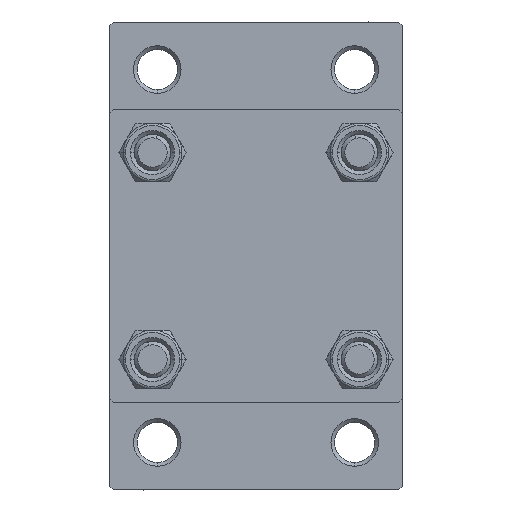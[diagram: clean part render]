
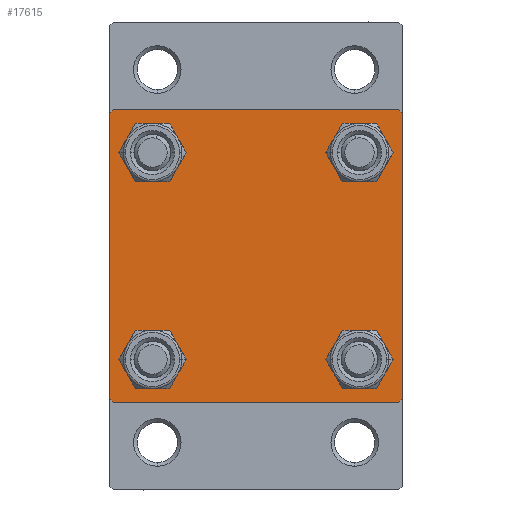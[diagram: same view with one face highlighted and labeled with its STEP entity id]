
A CAD part, left-side view. The second image highlights one B-rep face of the part: STEP entity #17615.
In plain terms, the highlighted planar face has unit normal (-1, 0, 0).
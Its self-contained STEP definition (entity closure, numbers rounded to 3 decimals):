
#125 = CARTESIAN_POINT ( 'NONE',  ( 0., -14.15, -11.15 ) ) ;
#143 = VERTEX_POINT ( 'NONE', #5113 ) ;
#272 = VERTEX_POINT ( 'NONE', #21036 ) ;
#620 = ORIENTED_EDGE ( 'NONE', *, *, #4607, .T. ) ;
#948 = VECTOR ( 'NONE', #38240, 1000. ) ;
#1128 = VERTEX_POINT ( 'NONE', #29659 ) ;
#1163 = DIRECTION ( 'NONE',  ( -1., 0., 0. ) ) ;
#1402 = EDGE_LOOP ( 'NONE', ( #29436, #15646 ) ) ;
#1638 = DIRECTION ( 'NONE',  ( 0., 0., 1. ) ) ;
#1868 = FACE_BOUND ( 'NONE', #1402, .T. ) ;
#2270 = VERTEX_POINT ( 'NONE', #13667 ) ;
#2273 = VERTEX_POINT ( 'NONE', #32013 ) ;
#2643 = EDGE_LOOP ( 'NONE', ( #31442, #24111 ) ) ;
#2796 = CARTESIAN_POINT ( 'NONE',  ( 0., 20., 20. ) ) ;
#2974 = AXIS2_PLACEMENT_3D ( 'NONE', #43654, #3410, #17938 ) ;
#3271 = VECTOR ( 'NONE', #28875, 1000. ) ;
#3410 = DIRECTION ( 'NONE',  ( 1., 0., 0. ) ) ;
#4471 = VECTOR ( 'NONE', #38745, 1000. ) ;
#4607 = EDGE_CURVE ( 'NONE', #15467, #33652, #42675, .T. ) ;
#4831 = DIRECTION ( 'NONE',  ( 0., 0., 1. ) ) ;
#5061 = DIRECTION ( 'NONE',  ( 1., 0., 0. ) ) ;
#5113 = CARTESIAN_POINT ( 'NONE',  ( 0., -19.5, 20. ) ) ;
#5115 = VERTEX_POINT ( 'NONE', #27526 ) ;
#5260 = CARTESIAN_POINT ( 'NONE',  ( 0., 14.15, -11.15 ) ) ;
#5323 = AXIS2_PLACEMENT_3D ( 'NONE', #40604, #11764, #29871 ) ;
#5351 = AXIS2_PLACEMENT_3D ( 'NONE', #36235, #15259, #21935 ) ;
#5462 = AXIS2_PLACEMENT_3D ( 'NONE', #18808, #26195, #22857 ) ;
#5721 = DIRECTION ( 'NONE',  ( 0., 0., 1. ) ) ;
#5773 = ORIENTED_EDGE ( 'NONE', *, *, #36967, .F. ) ;
#6138 = AXIS2_PLACEMENT_3D ( 'NONE', #37605, #1163, #1638 ) ;
#6801 = EDGE_CURVE ( 'NONE', #39056, #17042, #17318, .T. ) ;
#7528 = CIRCLE ( 'NONE', #40248, 3. ) ;
#7999 = CARTESIAN_POINT ( 'NONE',  ( 0., -19.5, -20. ) ) ;
#8634 = VERTEX_POINT ( 'NONE', #5260 ) ;
#8871 = CARTESIAN_POINT ( 'NONE',  ( 0., 14.15, 14.15 ) ) ;
#8982 = DIRECTION ( 'NONE',  ( 0., 0., 1. ) ) ;
#9255 = LINE ( 'NONE', #2796, #34805 ) ;
#9605 = EDGE_CURVE ( 'NONE', #13598, #34411, #47054, .T. ) ;
#9910 = ORIENTED_EDGE ( 'NONE', *, *, #9605, .T. ) ;
#10184 = DIRECTION ( 'NONE',  ( 0., 0., -1. ) ) ;
#10199 = EDGE_CURVE ( 'NONE', #33652, #28029, #46340, .T. ) ;
#10346 = ORIENTED_EDGE ( 'NONE', *, *, #19337, .T. ) ;
#11008 = CARTESIAN_POINT ( 'NONE',  ( 0., 20., 20. ) ) ;
#11650 = FACE_OUTER_BOUND ( 'NONE', #23553, .T. ) ;
#11764 = DIRECTION ( 'NONE',  ( 1., 0., 0. ) ) ;
#12349 = VECTOR ( 'NONE', #24309, 1000. ) ;
#12940 = CARTESIAN_POINT ( 'NONE',  ( 0., -19.75, 19.75 ) ) ;
#13598 = VERTEX_POINT ( 'NONE', #31736 ) ;
#13667 = CARTESIAN_POINT ( 'NONE',  ( 0., 14.15, -17.15 ) ) ;
#13911 = CIRCLE ( 'NONE', #42033, 3. ) ;
#14169 = EDGE_CURVE ( 'NONE', #272, #28029, #24706, .T. ) ;
#14305 = DIRECTION ( 'NONE',  ( 1., 0., 0. ) ) ;
#14666 = ORIENTED_EDGE ( 'NONE', *, *, #22208, .T. ) ;
#14885 = ORIENTED_EDGE ( 'NONE', *, *, #27789, .T. ) ;
#15259 = DIRECTION ( 'NONE',  ( 1., 0., 0. ) ) ;
#15467 = VERTEX_POINT ( 'NONE', #41184 ) ;
#15646 = ORIENTED_EDGE ( 'NONE', *, *, #26922, .T. ) ;
#16395 = FACE_BOUND ( 'NONE', #35230, .T. ) ;
#16596 = DIRECTION ( 'NONE',  ( 1., 0., 0. ) ) ;
#16692 = CARTESIAN_POINT ( 'NONE',  ( 0., -20., -19.5 ) ) ;
#16889 = ORIENTED_EDGE ( 'NONE', *, *, #26555, .T. ) ;
#17042 = VERTEX_POINT ( 'NONE', #31292 ) ;
#17158 = LINE ( 'NONE', #37900, #12349 ) ;
#17318 = CIRCLE ( 'NONE', #27185, 3. ) ;
#17321 = DIRECTION ( 'NONE',  ( 0., -1., 0. ) ) ;
#17422 = CARTESIAN_POINT ( 'NONE',  ( 0., 20., -20. ) ) ;
#17615 = ADVANCED_FACE ( 'NONE', ( #1868, #41419, #40950, #16395, #11650 ), #19265, .T. ) ;
#17938 = DIRECTION ( 'NONE',  ( 0., 0., 1. ) ) ;
#18155 = EDGE_CURVE ( 'NONE', #272, #143, #27004, .T. ) ;
#18808 = CARTESIAN_POINT ( 'NONE',  ( 0., 14.15, -14.15 ) ) ;
#19265 = PLANE ( 'NONE',  #6138 ) ;
#19337 = EDGE_CURVE ( 'NONE', #8634, #2270, #32828, .T. ) ;
#19709 = CARTESIAN_POINT ( 'NONE',  ( 0., 14.15, 11.15 ) ) ;
#20762 = DIRECTION ( 'NONE',  ( 0., -1., 0. ) ) ;
#21036 = CARTESIAN_POINT ( 'NONE',  ( 0., -20., 19.5 ) ) ;
#21935 = DIRECTION ( 'NONE',  ( 0., 0., 1. ) ) ;
#22103 = CARTESIAN_POINT ( 'NONE',  ( 0., -14.15, 17.15 ) ) ;
#22208 = EDGE_CURVE ( 'NONE', #1128, #15467, #17158, .T. ) ;
#22762 = AXIS2_PLACEMENT_3D ( 'NONE', #23749, #16596, #8982 ) ;
#22857 = DIRECTION ( 'NONE',  ( 0., 0., 1. ) ) ;
#23330 = VECTOR ( 'NONE', #20762, 1000. ) ;
#23553 = EDGE_LOOP ( 'NONE', ( #14885, #14666, #620, #34872, #26763, #40523, #5773, #16889 ) ) ;
#23749 = CARTESIAN_POINT ( 'NONE',  ( 0., 14.15, -14.15 ) ) ;
#23896 = DIRECTION ( 'NONE',  ( 0., 0.707, 0.707 ) ) ;
#24111 = ORIENTED_EDGE ( 'NONE', *, *, #42622, .T. ) ;
#24309 = DIRECTION ( 'NONE',  ( 0., -0.707, -0.707 ) ) ;
#24706 = LINE ( 'NONE', #42571, #44039 ) ;
#26195 = DIRECTION ( 'NONE',  ( 1., 0., 0. ) ) ;
#26555 = EDGE_CURVE ( 'NONE', #45136, #5115, #45363, .T. ) ;
#26763 = ORIENTED_EDGE ( 'NONE', *, *, #14169, .F. ) ;
#26841 = ORIENTED_EDGE ( 'NONE', *, *, #39511, .T. ) ;
#26922 = EDGE_CURVE ( 'NONE', #17042, #39056, #13911, .T. ) ;
#27004 = LINE ( 'NONE', #12940, #33539 ) ;
#27185 = AXIS2_PLACEMENT_3D ( 'NONE', #39329, #14305, #36233 ) ;
#27526 = CARTESIAN_POINT ( 'NONE',  ( 0., 20., 19.5 ) ) ;
#27789 = EDGE_CURVE ( 'NONE', #5115, #1128, #46490, .T. ) ;
#28029 = VERTEX_POINT ( 'NONE', #16692 ) ;
#28875 = DIRECTION ( 'NONE',  ( 0., 0., -1. ) ) ;
#29214 = ORIENTED_EDGE ( 'NONE', *, *, #39350, .T. ) ;
#29436 = ORIENTED_EDGE ( 'NONE', *, *, #6801, .T. ) ;
#29659 = CARTESIAN_POINT ( 'NONE',  ( 0., 20., -19.5 ) ) ;
#29865 = VERTEX_POINT ( 'NONE', #125 ) ;
#29871 = DIRECTION ( 'NONE',  ( 0., 0., 1. ) ) ;
#31292 = CARTESIAN_POINT ( 'NONE',  ( 0., -14.15, 11.15 ) ) ;
#31442 = ORIENTED_EDGE ( 'NONE', *, *, #41537, .T. ) ;
#31736 = CARTESIAN_POINT ( 'NONE',  ( 0., 14.15, 17.15 ) ) ;
#32013 = CARTESIAN_POINT ( 'NONE',  ( 0., -14.15, -17.15 ) ) ;
#32242 = EDGE_LOOP ( 'NONE', ( #10346, #29214 ) ) ;
#32828 = CIRCLE ( 'NONE', #5462, 3. ) ;
#33539 = VECTOR ( 'NONE', #23896, 1000. ) ;
#33652 = VERTEX_POINT ( 'NONE', #7999 ) ;
#34411 = VERTEX_POINT ( 'NONE', #19709 ) ;
#34656 = CARTESIAN_POINT ( 'NONE',  ( 0., 19.75, 19.75 ) ) ;
#34805 = VECTOR ( 'NONE', #17321, 1000. ) ;
#34872 = ORIENTED_EDGE ( 'NONE', *, *, #10199, .T. ) ;
#35230 = EDGE_LOOP ( 'NONE', ( #9910, #26841 ) ) ;
#35400 = CARTESIAN_POINT ( 'NONE',  ( 0., -19.75, -19.75 ) ) ;
#36233 = DIRECTION ( 'NONE',  ( 0., 0., 1. ) ) ;
#36235 = CARTESIAN_POINT ( 'NONE',  ( 0., -14.15, -14.15 ) ) ;
#36967 = EDGE_CURVE ( 'NONE', #45136, #143, #9255, .T. ) ;
#37605 = CARTESIAN_POINT ( 'NONE',  ( 0., 0., 0. ) ) ;
#37900 = CARTESIAN_POINT ( 'NONE',  ( 0., 19.75, -19.75 ) ) ;
#38240 = DIRECTION ( 'NONE',  ( 0., 0.707, -0.707 ) ) ;
#38356 = CARTESIAN_POINT ( 'NONE',  ( 0., -14.15, 14.15 ) ) ;
#38745 = DIRECTION ( 'NONE',  ( 0., -0.707, 0.707 ) ) ;
#39056 = VERTEX_POINT ( 'NONE', #22103 ) ;
#39329 = CARTESIAN_POINT ( 'NONE',  ( 0., -14.15, 14.15 ) ) ;
#39350 = EDGE_CURVE ( 'NONE', #2270, #8634, #41026, .T. ) ;
#39511 = EDGE_CURVE ( 'NONE', #34411, #13598, #7528, .T. ) ;
#40248 = AXIS2_PLACEMENT_3D ( 'NONE', #8871, #5061, #4831 ) ;
#40405 = CARTESIAN_POINT ( 'NONE',  ( 0., 19.5, 20. ) ) ;
#40523 = ORIENTED_EDGE ( 'NONE', *, *, #18155, .T. ) ;
#40604 = CARTESIAN_POINT ( 'NONE',  ( 0., -14.15, -14.15 ) ) ;
#40950 = FACE_BOUND ( 'NONE', #32242, .T. ) ;
#41026 = CIRCLE ( 'NONE', #22762, 3. ) ;
#41184 = CARTESIAN_POINT ( 'NONE',  ( 0., 19.5, -20. ) ) ;
#41419 = FACE_BOUND ( 'NONE', #2643, .T. ) ;
#41537 = EDGE_CURVE ( 'NONE', #29865, #2273, #44106, .T. ) ;
#42033 = AXIS2_PLACEMENT_3D ( 'NONE', #38356, #42624, #5721 ) ;
#42571 = CARTESIAN_POINT ( 'NONE',  ( 0., -20., 20. ) ) ;
#42622 = EDGE_CURVE ( 'NONE', #2273, #29865, #45666, .T. ) ;
#42624 = DIRECTION ( 'NONE',  ( 1., 0., 0. ) ) ;
#42675 = LINE ( 'NONE', #17422, #23330 ) ;
#43654 = CARTESIAN_POINT ( 'NONE',  ( 0., 14.15, 14.15 ) ) ;
#44039 = VECTOR ( 'NONE', #10184, 1000. ) ;
#44106 = CIRCLE ( 'NONE', #5323, 3. ) ;
#45136 = VERTEX_POINT ( 'NONE', #40405 ) ;
#45363 = LINE ( 'NONE', #34656, #948 ) ;
#45666 = CIRCLE ( 'NONE', #5351, 3. ) ;
#46340 = LINE ( 'NONE', #35400, #4471 ) ;
#46490 = LINE ( 'NONE', #11008, #3271 ) ;
#47054 = CIRCLE ( 'NONE', #2974, 3. ) ;
